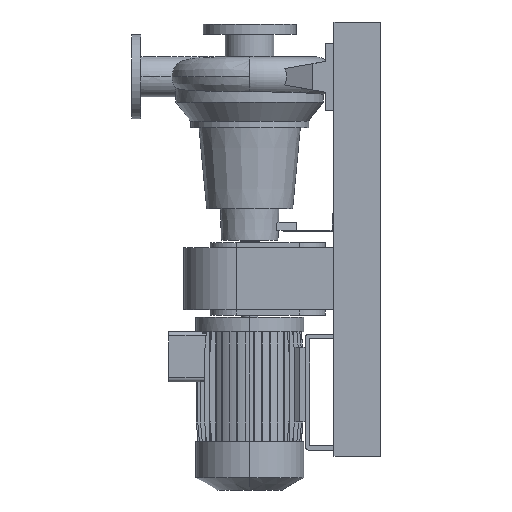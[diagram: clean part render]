
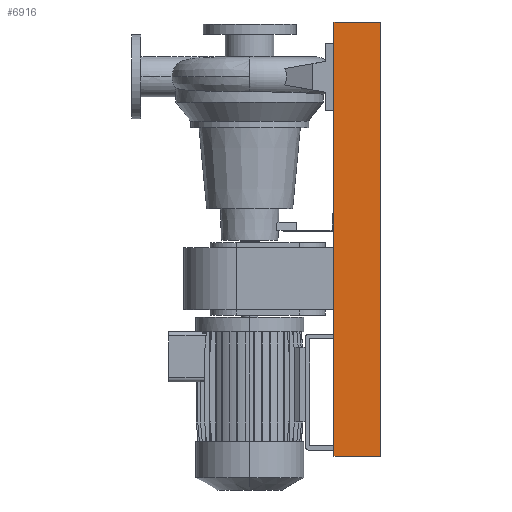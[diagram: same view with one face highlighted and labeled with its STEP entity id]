
A CAD part, left-side view. The second image highlights one B-rep face of the part: STEP entity #6916.
In plain terms, the highlighted planar face has unit normal (-1, 0, 0).
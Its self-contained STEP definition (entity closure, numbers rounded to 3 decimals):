
#841 = ORIENTED_EDGE ( 'NONE', *, *, #7646, .T. ) ;
#1313 = CARTESIAN_POINT ( 'NONE',  ( -200., 55., -515. ) ) ;
#1628 = CARTESIAN_POINT ( 'NONE',  ( -200., -55., -515. ) ) ;
#2090 = ORIENTED_EDGE ( 'NONE', *, *, #8777, .F. ) ;
#2180 = VERTEX_POINT ( 'NONE', #4886 ) ;
#2524 = EDGE_CURVE ( 'NONE', #12688, #4121, #5971, .T. ) ;
#4121 = VERTEX_POINT ( 'NONE', #17681 ) ;
#4434 = DIRECTION ( 'NONE',  ( 0., -1., 0. ) ) ;
#4886 = CARTESIAN_POINT ( 'NONE',  ( -200., 55., 515. ) ) ;
#5971 = LINE ( 'NONE', #19464, #12680 ) ;
#6114 = AXIS2_PLACEMENT_3D ( 'NONE', #1628, #19736, #18192 ) ;
#6208 = VECTOR ( 'NONE', #8011, 1000. ) ;
#6475 = EDGE_LOOP ( 'NONE', ( #17575, #2090, #20400, #841 ) ) ;
#6916 = ADVANCED_FACE ( 'NONE', ( #9651 ), #14912, .T. ) ;
#7646 = EDGE_CURVE ( 'NONE', #4121, #14703, #16147, .T. ) ;
#7709 = DIRECTION ( 'NONE',  ( 0., 0., 1. ) ) ;
#7801 = CARTESIAN_POINT ( 'NONE',  ( -200., -55., 515. ) ) ;
#8011 = DIRECTION ( 'NONE',  ( 0., 0., 1. ) ) ;
#8777 = EDGE_CURVE ( 'NONE', #12688, #2180, #12847, .T. ) ;
#9651 = FACE_OUTER_BOUND ( 'NONE', #6475, .T. ) ;
#9723 = EDGE_CURVE ( 'NONE', #2180, #14703, #20119, .T. ) ;
#11795 = DIRECTION ( 'NONE',  ( 0., -1., 0. ) ) ;
#12448 = VECTOR ( 'NONE', #7709, 1000. ) ;
#12680 = VECTOR ( 'NONE', #4434, 1000. ) ;
#12688 = VERTEX_POINT ( 'NONE', #15314 ) ;
#12847 = LINE ( 'NONE', #1313, #6208 ) ;
#13328 = CARTESIAN_POINT ( 'NONE',  ( -200., -55., 515. ) ) ;
#13402 = VECTOR ( 'NONE', #11795, 1000. ) ;
#14703 = VERTEX_POINT ( 'NONE', #7801 ) ;
#14912 = PLANE ( 'NONE',  #6114 ) ;
#15314 = CARTESIAN_POINT ( 'NONE',  ( -200., 55., -515. ) ) ;
#16147 = LINE ( 'NONE', #17898, #12448 ) ;
#17575 = ORIENTED_EDGE ( 'NONE', *, *, #9723, .F. ) ;
#17681 = CARTESIAN_POINT ( 'NONE',  ( -200., -55., -515. ) ) ;
#17898 = CARTESIAN_POINT ( 'NONE',  ( -200., -55., -515. ) ) ;
#18192 = DIRECTION ( 'NONE',  ( 0., 0., 1. ) ) ;
#19464 = CARTESIAN_POINT ( 'NONE',  ( -200., -55., -515. ) ) ;
#19736 = DIRECTION ( 'NONE',  ( -1., 0., 0. ) ) ;
#20119 = LINE ( 'NONE', #13328, #13402 ) ;
#20400 = ORIENTED_EDGE ( 'NONE', *, *, #2524, .T. ) ;
